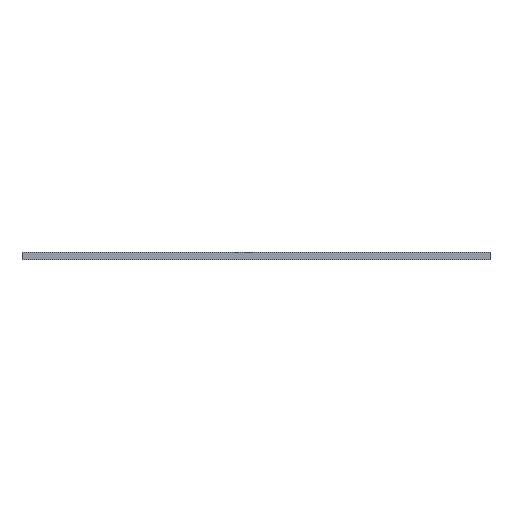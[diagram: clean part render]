
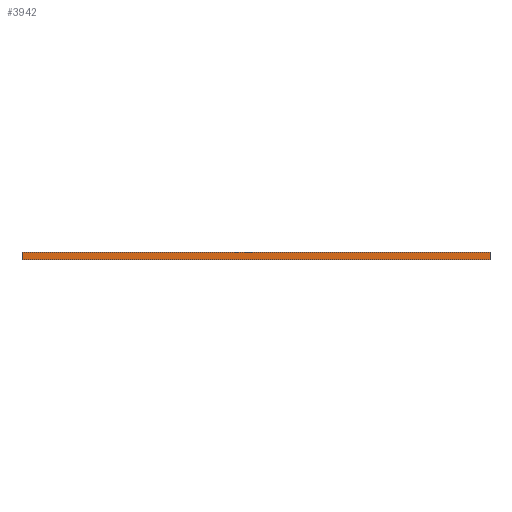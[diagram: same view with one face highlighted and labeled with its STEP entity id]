
A CAD part, front view. The second image highlights one B-rep face of the part: STEP entity #3942.
In plain terms, the highlighted planar face has unit normal (0, -1, 0).
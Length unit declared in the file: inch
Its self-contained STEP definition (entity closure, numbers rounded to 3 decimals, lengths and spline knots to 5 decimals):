
#23 = EDGE_CURVE ( 'NONE', #700, #159, #2232, .T. ) ;
#83 = DIRECTION ( 'NONE',  ( 0., 0., -1. ) ) ;
#141 = CARTESIAN_POINT ( 'NONE',  ( 2., -3., -0.03 ) ) ;
#159 = VERTEX_POINT ( 'NONE', #1066 ) ;
#331 = CARTESIAN_POINT ( 'NONE',  ( 0., -3., -0.03 ) ) ;
#489 = CARTESIAN_POINT ( 'NONE',  ( 2., -3., 0. ) ) ;
#590 = ORIENTED_EDGE ( 'NONE', *, *, #1455, .F. ) ;
#628 = FACE_OUTER_BOUND ( 'NONE', #3207, .T. ) ;
#700 = VERTEX_POINT ( 'NONE', #2634 ) ;
#783 = CARTESIAN_POINT ( 'NONE',  ( 0., -3., -0.06 ) ) ;
#1058 = VERTEX_POINT ( 'NONE', #489 ) ;
#1066 = CARTESIAN_POINT ( 'NONE',  ( -2., -3., -0.06 ) ) ;
#1216 = VECTOR ( 'NONE', #83, 39.37008 ) ;
#1439 = VECTOR ( 'NONE', #3674, 39.37008 ) ;
#1455 = EDGE_CURVE ( 'NONE', #1058, #3346, #3787, .T. ) ;
#1456 = ORIENTED_EDGE ( 'NONE', *, *, #23, .T. ) ;
#1515 = PLANE ( 'NONE',  #1758 ) ;
#1758 = AXIS2_PLACEMENT_3D ( 'NONE', #331, #1854, #3974 ) ;
#1854 = DIRECTION ( 'NONE',  ( 0., -1., 0. ) ) ;
#1912 = ORIENTED_EDGE ( 'NONE', *, *, #3353, .F. ) ;
#1923 = LINE ( 'NONE', #2773, #1439 ) ;
#1924 = EDGE_CURVE ( 'NONE', #159, #3346, #2351, .T. ) ;
#2232 = LINE ( 'NONE', #2860, #2944 ) ;
#2351 = LINE ( 'NONE', #783, #3105 ) ;
#2416 = ORIENTED_EDGE ( 'NONE', *, *, #1924, .T. ) ;
#2508 = CARTESIAN_POINT ( 'NONE',  ( 2., -3., -0.06 ) ) ;
#2634 = CARTESIAN_POINT ( 'NONE',  ( -2., -3., 0. ) ) ;
#2773 = CARTESIAN_POINT ( 'NONE',  ( 0., -3., 0. ) ) ;
#2860 = CARTESIAN_POINT ( 'NONE',  ( -2., -3., -0.03 ) ) ;
#2944 = VECTOR ( 'NONE', #3782, 39.37008 ) ;
#3105 = VECTOR ( 'NONE', #3867, 39.37008 ) ;
#3207 = EDGE_LOOP ( 'NONE', ( #590, #1912, #1456, #2416 ) ) ;
#3346 = VERTEX_POINT ( 'NONE', #2508 ) ;
#3353 = EDGE_CURVE ( 'NONE', #700, #1058, #1923, .T. ) ;
#3674 = DIRECTION ( 'NONE',  ( 1., 0., 0. ) ) ;
#3782 = DIRECTION ( 'NONE',  ( 0., 0., -1. ) ) ;
#3787 = LINE ( 'NONE', #141, #1216 ) ;
#3867 = DIRECTION ( 'NONE',  ( 1., 0., 0. ) ) ;
#3942 = ADVANCED_FACE ( 'NONE', ( #628 ), #1515, .T. ) ;
#3974 = DIRECTION ( 'NONE',  ( 0., 0., -1. ) ) ;
